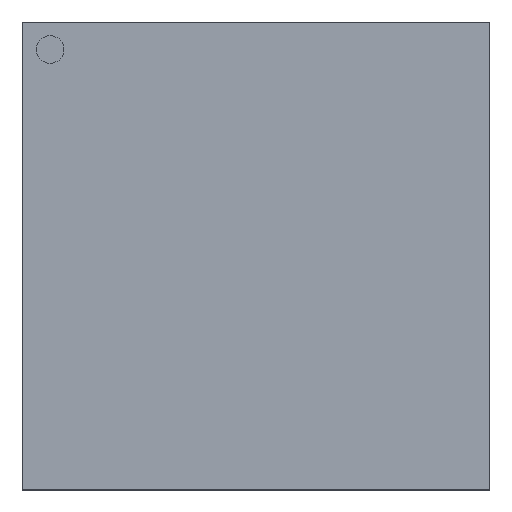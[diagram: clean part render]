
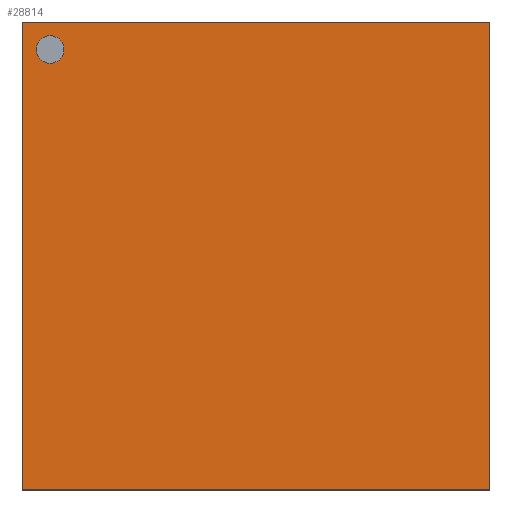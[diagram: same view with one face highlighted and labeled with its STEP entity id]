
A CAD part, top view. The second image highlights one B-rep face of the part: STEP entity #28814.
In plain terms, the highlighted planar face has unit normal (0, 0, 1).
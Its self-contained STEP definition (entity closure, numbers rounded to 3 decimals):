
#28592=CARTESIAN_POINT('',(-6.977,7.5,1.7));
#28593=VERTEX_POINT('',#28592);
#28602=CARTESIAN_POINT('',(-7.977,7.5,1.7));
#28603=VERTEX_POINT('',#28602);
#28604=CARTESIAN_POINT('',(-7.477,7.5,1.7));
#28605=DIRECTION('',(0.0,0.0,-1.0));
#28606=DIRECTION('',(1.0,0.0,0.0));
#28607=AXIS2_PLACEMENT_3D('',#28604,#28605,#28606);
#28608=CIRCLE('',#28607,0.5);
#28609=EDGE_CURVE('',#28603,#28593,#28608,.T.);
#28644=CARTESIAN_POINT('',(8.5,8.5,1.7));
#28645=VERTEX_POINT('',#28644);
#28652=CARTESIAN_POINT('',(8.5,-8.5,1.7));
#28653=VERTEX_POINT('',#28652);
#28654=CARTESIAN_POINT('',(8.5,-8.5,1.7));
#28655=DIRECTION('',(0.0,1.0,0.0));
#28656=VECTOR('',#28655,17.0);
#28657=LINE('',#28654,#28656);
#28658=EDGE_CURVE('',#28653,#28645,#28657,.T.);
#28683=CARTESIAN_POINT('',(-8.5,-8.5,1.7));
#28684=VERTEX_POINT('',#28683);
#28685=CARTESIAN_POINT('',(-8.5,-8.5,1.7));
#28686=DIRECTION('',(1.0,0.0,0.0));
#28687=VECTOR('',#28686,17.0);
#28688=LINE('',#28685,#28687);
#28689=EDGE_CURVE('',#28684,#28653,#28688,.T.);
#28714=CARTESIAN_POINT('',(-8.5,8.5,1.7));
#28715=VERTEX_POINT('',#28714);
#28716=CARTESIAN_POINT('',(-8.5,8.5,1.7));
#28717=DIRECTION('',(0.0,-1.0,0.0));
#28718=VECTOR('',#28717,17.0);
#28719=LINE('',#28716,#28718);
#28720=EDGE_CURVE('',#28715,#28684,#28719,.T.);
#28743=CARTESIAN_POINT('',(8.5,8.5,1.7));
#28744=DIRECTION('',(-1.0,0.0,0.0));
#28745=VECTOR('',#28744,17.0);
#28746=LINE('',#28743,#28745);
#28747=EDGE_CURVE('',#28645,#28715,#28746,.T.);
#28779=CARTESIAN_POINT('',(-7.477,7.5,1.7));
#28780=DIRECTION('',(0.0,0.0,-1.0));
#28781=DIRECTION('',(1.0,0.0,0.0));
#28782=AXIS2_PLACEMENT_3D('',#28779,#28780,#28781);
#28783=CIRCLE('',#28782,0.5);
#28784=EDGE_CURVE('',#28593,#28603,#28783,.T.);
#28799=CARTESIAN_POINT('',(0.0,0.,1.7));
#28800=DIRECTION('',(0.0,0.0,1.0));
#28801=DIRECTION('',(1.0,0.0,0.0));
#28802=AXIS2_PLACEMENT_3D('',#28799,#28800,#28801);
#28803=PLANE('',#28802);
#28804=ORIENTED_EDGE('',*,*,#28747,.T.);
#28805=ORIENTED_EDGE('',*,*,#28720,.T.);
#28806=ORIENTED_EDGE('',*,*,#28689,.T.);
#28807=ORIENTED_EDGE('',*,*,#28658,.T.);
#28808=EDGE_LOOP('',(#28804,#28805,#28806,#28807));
#28809=FACE_OUTER_BOUND('',#28808,.T.);
#28810=ORIENTED_EDGE('',*,*,#28784,.T.);
#28811=ORIENTED_EDGE('',*,*,#28609,.T.);
#28812=EDGE_LOOP('',(#28810,#28811));
#28813=FACE_BOUND('',#28812,.T.);
#28814=ADVANCED_FACE('',(#28809,#28813),#28803,.T.);
